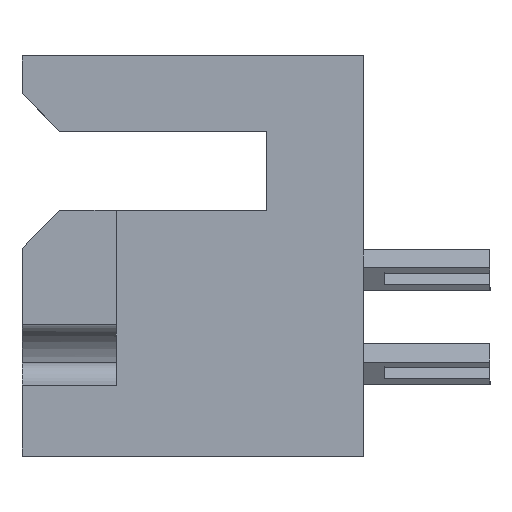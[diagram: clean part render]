
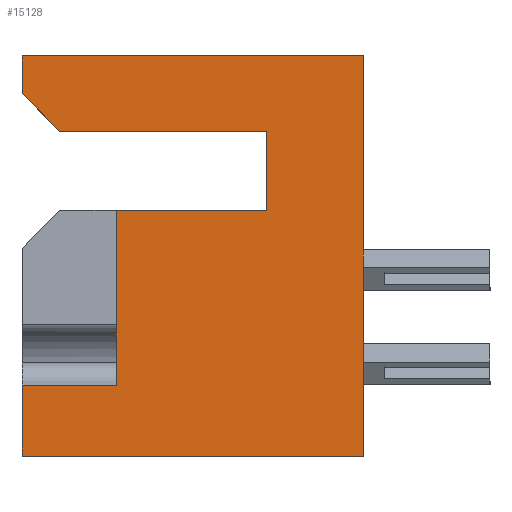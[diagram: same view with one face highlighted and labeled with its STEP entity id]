
A CAD part, left-side view. The second image highlights one B-rep face of the part: STEP entity #15128.
In plain terms, the highlighted planar face has unit normal (-1, 0, 0).
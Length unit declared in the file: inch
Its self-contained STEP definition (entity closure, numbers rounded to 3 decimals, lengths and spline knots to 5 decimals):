
#57 = CARTESIAN_POINT ( 'NONE',  ( 0., 0.453, 0. ) ) ;
#159 = DIRECTION ( 'NONE',  ( 0., 0., 1. ) ) ;
#274 = ORIENTED_EDGE ( 'NONE', *, *, #1268, .T. ) ;
#303 = DIRECTION ( 'NONE',  ( 0., 0., 1. ) ) ;
#315 = ORIENTED_EDGE ( 'NONE', *, *, #4893, .T. ) ;
#329 = CARTESIAN_POINT ( 'NONE',  ( 0., 0.453, -0.437 ) ) ;
#475 = VECTOR ( 'NONE', #11229, 39.37008 ) ;
#538 = ORIENTED_EDGE ( 'NONE', *, *, #12079, .F. ) ;
#900 = ORIENTED_EDGE ( 'NONE', *, *, #11760, .F. ) ;
#1189 = VERTEX_POINT ( 'NONE', #7261 ) ;
#1268 = EDGE_CURVE ( 'NONE', #13816, #11138, #11941, .T. ) ;
#1492 = VECTOR ( 'NONE', #14577, 39.37008 ) ;
#1597 = CARTESIAN_POINT ( 'NONE',  ( 0., 0.328, -0.205 ) ) ;
#1834 = VERTEX_POINT ( 'NONE', #8777 ) ;
#2478 = LINE ( 'NONE', #10375, #10943 ) ;
#2534 = VERTEX_POINT ( 'NONE', #7706 ) ;
#2597 = PLANE ( 'NONE',  #14960 ) ;
#2951 = DIRECTION ( 'NONE',  ( 0., 1., 0. ) ) ;
#2983 = EDGE_CURVE ( 'NONE', #13816, #2534, #11700, .T. ) ;
#3092 = VECTOR ( 'NONE', #303, 39.37008 ) ;
#3432 = CARTESIAN_POINT ( 'NONE',  ( 0., 0.128, -0.1 ) ) ;
#3521 = CARTESIAN_POINT ( 'NONE',  ( 0., 0.403, -0.1 ) ) ;
#3665 = ORIENTED_EDGE ( 'NONE', *, *, #11237, .T. ) ;
#3751 = CARTESIAN_POINT ( 'NONE',  ( 0., 0., 0. ) ) ;
#4024 = CARTESIAN_POINT ( 'NONE',  ( 0., 0.128, -0.205 ) ) ;
#4092 = DIRECTION ( 'NONE',  ( 0., 0., 1. ) ) ;
#4554 = VECTOR ( 'NONE', #7225, 39.37008 ) ;
#4719 = EDGE_CURVE ( 'NONE', #2534, #13077, #16329, .T. ) ;
#4820 = VERTEX_POINT ( 'NONE', #3432 ) ;
#4861 = ORIENTED_EDGE ( 'NONE', *, *, #5417, .T. ) ;
#4893 = EDGE_CURVE ( 'NONE', #14829, #13077, #6832, .T. ) ;
#4990 = VECTOR ( 'NONE', #9206, 39.37008 ) ;
#5052 = ORIENTED_EDGE ( 'NONE', *, *, #16264, .F. ) ;
#5085 = DIRECTION ( 'NONE',  ( 0., 0., -1. ) ) ;
#5136 = CARTESIAN_POINT ( 'NONE',  ( 0., 0.453, 0. ) ) ;
#5169 = DIRECTION ( 'NONE',  ( 0., 0., 1. ) ) ;
#5188 = VECTOR ( 'NONE', #5169, 39.37008 ) ;
#5233 = CARTESIAN_POINT ( 'NONE',  ( 0., 0.453, -0.531 ) ) ;
#5417 = EDGE_CURVE ( 'NONE', #15816, #14829, #9381, .T. ) ;
#5547 = CARTESIAN_POINT ( 'NONE',  ( 0., 0.328, -0.437 ) ) ;
#5635 = VECTOR ( 'NONE', #10032, 39.37008 ) ;
#6216 = CARTESIAN_POINT ( 'NONE',  ( 0., 0.403, -0.1 ) ) ;
#6477 = CARTESIAN_POINT ( 'NONE',  ( 0., 0.328, -0.205 ) ) ;
#6550 = ORIENTED_EDGE ( 'NONE', *, *, #4719, .F. ) ;
#6832 = LINE ( 'NONE', #3751, #3092 ) ;
#7038 = ORIENTED_EDGE ( 'NONE', *, *, #2983, .F. ) ;
#7111 = CARTESIAN_POINT ( 'NONE',  ( 0., 0., -0.531 ) ) ;
#7225 = DIRECTION ( 'NONE',  ( 0., 0., 1. ) ) ;
#7261 = CARTESIAN_POINT ( 'NONE',  ( 0., 0.128, -0.205 ) ) ;
#7497 = VERTEX_POINT ( 'NONE', #329 ) ;
#7706 = CARTESIAN_POINT ( 'NONE',  ( 0., 0.453, 0. ) ) ;
#7895 = EDGE_LOOP ( 'NONE', ( #13243, #538, #4861, #315, #6550, #7038, #274, #14279, #5052, #3665, #900 ) ) ;
#7915 = LINE ( 'NONE', #6477, #9502 ) ;
#8068 = VERTEX_POINT ( 'NONE', #1597 ) ;
#8374 = VECTOR ( 'NONE', #2951, 39.37008 ) ;
#8628 = CARTESIAN_POINT ( 'NONE',  ( 0., 0.453, -0.05 ) ) ;
#8685 = LINE ( 'NONE', #14810, #4554 ) ;
#8777 = CARTESIAN_POINT ( 'NONE',  ( 0., 0.328, -0.437 ) ) ;
#9206 = DIRECTION ( 'NONE',  ( 0., 1., 0. ) ) ;
#9319 = CARTESIAN_POINT ( 'NONE',  ( 0., 0., 0. ) ) ;
#9380 = VECTOR ( 'NONE', #4092, 39.37008 ) ;
#9381 = LINE ( 'NONE', #16333, #475 ) ;
#9502 = VECTOR ( 'NONE', #159, 39.37008 ) ;
#9910 = LINE ( 'NONE', #4024, #4990 ) ;
#10032 = DIRECTION ( 'NONE',  ( 0., -0.707, -0.707 ) ) ;
#10375 = CARTESIAN_POINT ( 'NONE',  ( 0., 0.128, -0.1 ) ) ;
#10567 = LINE ( 'NONE', #11527, #9380 ) ;
#10943 = VECTOR ( 'NONE', #13236, 39.37008 ) ;
#11138 = VERTEX_POINT ( 'NONE', #6216 ) ;
#11229 = DIRECTION ( 'NONE',  ( 0., -1., 0. ) ) ;
#11237 = EDGE_CURVE ( 'NONE', #1189, #8068, #9910, .T. ) ;
#11527 = CARTESIAN_POINT ( 'NONE',  ( 0., 0.128, -0.1 ) ) ;
#11700 = LINE ( 'NONE', #57, #5188 ) ;
#11760 = EDGE_CURVE ( 'NONE', #1834, #8068, #7915, .T. ) ;
#11941 = LINE ( 'NONE', #3521, #5635 ) ;
#12022 = CARTESIAN_POINT ( 'NONE',  ( 0., 0.453, 0. ) ) ;
#12079 = EDGE_CURVE ( 'NONE', #15816, #7497, #8685, .T. ) ;
#12128 = LINE ( 'NONE', #5547, #8374 ) ;
#13077 = VERTEX_POINT ( 'NONE', #9319 ) ;
#13236 = DIRECTION ( 'NONE',  ( 0., 1., 0. ) ) ;
#13243 = ORIENTED_EDGE ( 'NONE', *, *, #15902, .T. ) ;
#13816 = VERTEX_POINT ( 'NONE', #8628 ) ;
#14279 = ORIENTED_EDGE ( 'NONE', *, *, #16366, .F. ) ;
#14577 = DIRECTION ( 'NONE',  ( 0., -1., 0. ) ) ;
#14810 = CARTESIAN_POINT ( 'NONE',  ( 0., 0.453, 0. ) ) ;
#14829 = VERTEX_POINT ( 'NONE', #7111 ) ;
#14960 = AXIS2_PLACEMENT_3D ( 'NONE', #5136, #16406, #5085 ) ;
#15128 = ADVANCED_FACE ( 'NONE', ( #15919 ), #2597, .F. ) ;
#15816 = VERTEX_POINT ( 'NONE', #5233 ) ;
#15902 = EDGE_CURVE ( 'NONE', #1834, #7497, #12128, .T. ) ;
#15919 = FACE_OUTER_BOUND ( 'NONE', #7895, .T. ) ;
#16264 = EDGE_CURVE ( 'NONE', #1189, #4820, #10567, .T. ) ;
#16329 = LINE ( 'NONE', #12022, #1492 ) ;
#16333 = CARTESIAN_POINT ( 'NONE',  ( 0., 0.453, -0.531 ) ) ;
#16366 = EDGE_CURVE ( 'NONE', #4820, #11138, #2478, .T. ) ;
#16406 = DIRECTION ( 'NONE',  ( 1., 0., 0. ) ) ;
